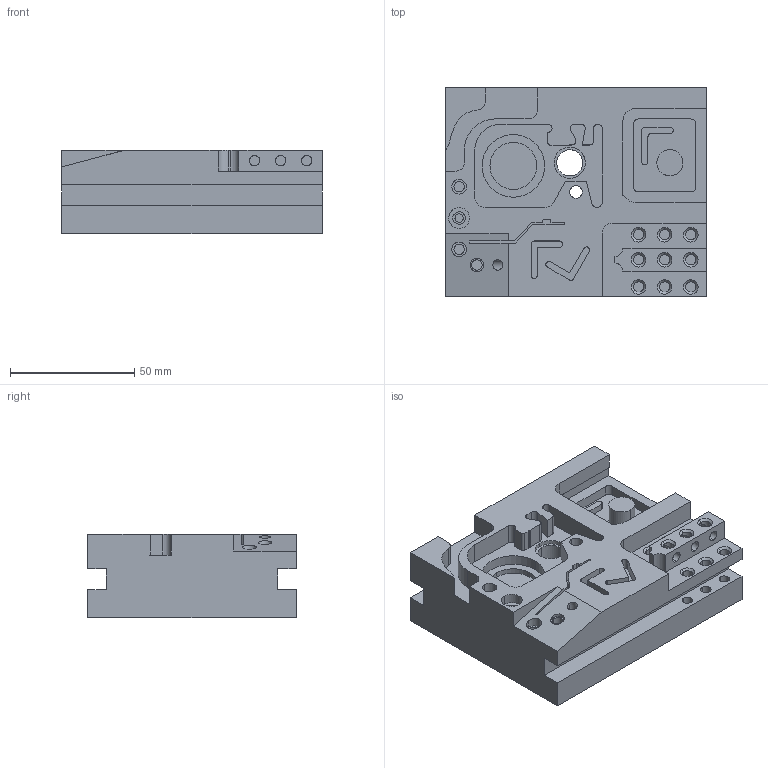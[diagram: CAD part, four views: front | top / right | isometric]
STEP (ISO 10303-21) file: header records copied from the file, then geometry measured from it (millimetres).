
FILE_DESCRIPTION(('produced by SPATIAL CORP'),'2;1');
FILE_NAME('mohne.hh.sat.stp', '2002-04-22T18:06:21+00:00',('SPATIAL CORP'),('SPATIAL CORP'), 'ACIS STEP Husk','http://www.spatial.com','SPATIAL CORP');
FILE_SCHEMA(('CONFIG_CONTROL_DESIGN'));
Length unit declared in the file: millimetre
Products named in the file (1): PRODUCT_ID_1
Bounding box: 105 x 84 x 33.6 mm (x, y, z)
Volume: 231879.3 mm3; surface area: 42761.7 mm2
Topology: 1 solids, 1 shells, 260 faces, 710 edges, 476 vertices
Faces by surface type: cylinder 130, plane 112, cone 18
Entity records: 7483 total; most frequent: ORIENTED_EDGE 1420, CARTESIAN_POINT 1287, DIRECTION 1118, EDGE_CURVE 710, VERTEX_POINT 476, VECTOR 386, LINE 386, AXIS2_PLACEMENT_3D 366
